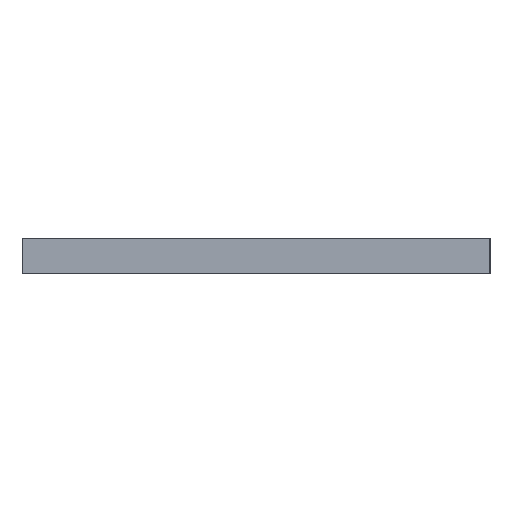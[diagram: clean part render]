
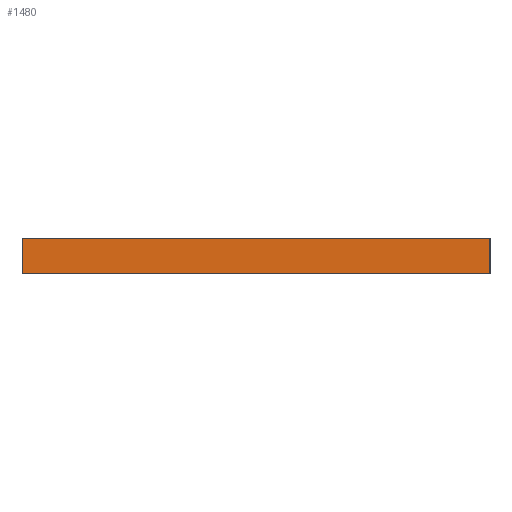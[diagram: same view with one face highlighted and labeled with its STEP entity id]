
A CAD part, left-side view. The second image highlights one B-rep face of the part: STEP entity #1480.
In plain terms, the highlighted planar face has unit normal (-1, 0, 0).
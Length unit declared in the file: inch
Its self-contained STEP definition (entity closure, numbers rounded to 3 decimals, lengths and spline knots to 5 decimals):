
#1142=CARTESIAN_POINT('',(0.0,0.0,0.0));
#1143=VERTEX_POINT('',#1142);
#1150=CARTESIAN_POINT('',(0.0,0.0,0.375));
#1151=VERTEX_POINT('',#1150);
#1152=CARTESIAN_POINT('',(0.0,0.0,0.375));
#1153=DIRECTION('',(0.0,0.0,-1.0));
#1154=VECTOR('',#1153,0.375);
#1155=LINE('',#1152,#1154);
#1156=EDGE_CURVE('',#1151,#1143,#1155,.T.);
#1188=CARTESIAN_POINT('',(0.0,-5.,0.0));
#1189=VERTEX_POINT('',#1188);
#1196=CARTESIAN_POINT('',(0.0,-5.,0.0));
#1197=DIRECTION('',(0.0,1.0,0.0));
#1198=VECTOR('',#1197,5.);
#1199=LINE('',#1196,#1198);
#1200=EDGE_CURVE('',#1189,#1143,#1199,.T.);
#1324=CARTESIAN_POINT('',(0.0,-5.,0.375));
#1325=VERTEX_POINT('',#1324);
#1332=CARTESIAN_POINT('',(0.0,-5.,0.375));
#1333=DIRECTION('',(0.0,0.0,-1.0));
#1334=VECTOR('',#1333,0.375);
#1335=LINE('',#1332,#1334);
#1336=EDGE_CURVE('',#1325,#1189,#1335,.T.);
#1354=CARTESIAN_POINT('',(0.0,0.,0.375));
#1355=DIRECTION('',(0.0,-1.0,0.0));
#1356=VECTOR('',#1355,5.);
#1357=LINE('',#1354,#1356);
#1358=EDGE_CURVE('',#1151,#1325,#1357,.T.);
#1469=CARTESIAN_POINT('',(0.0,-4.875,0.1875));
#1470=DIRECTION('',(1.0,0.0,0.0));
#1471=DIRECTION('',(0.0,0.0,-1.0));
#1472=AXIS2_PLACEMENT_3D('',#1469,#1470,#1471);
#1473=PLANE('',#1472);
#1474=ORIENTED_EDGE('',*,*,#1358,.F.);
#1475=ORIENTED_EDGE('',*,*,#1156,.T.);
#1476=ORIENTED_EDGE('',*,*,#1200,.F.);
#1477=ORIENTED_EDGE('',*,*,#1336,.F.);
#1478=EDGE_LOOP('',(#1474,#1475,#1476,#1477));
#1479=FACE_OUTER_BOUND('',#1478,.T.);
#1480=ADVANCED_FACE('',(#1479),#1473,.F.);
